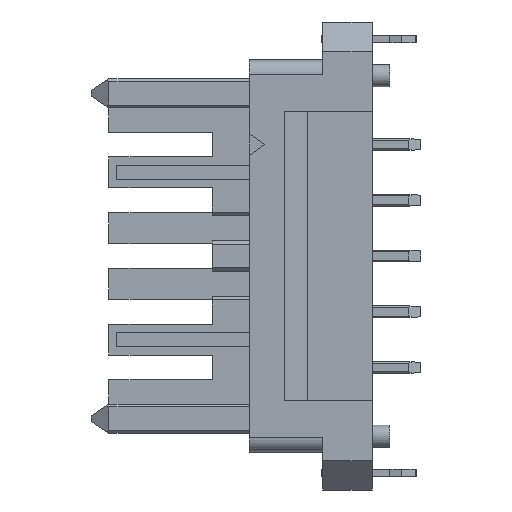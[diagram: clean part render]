
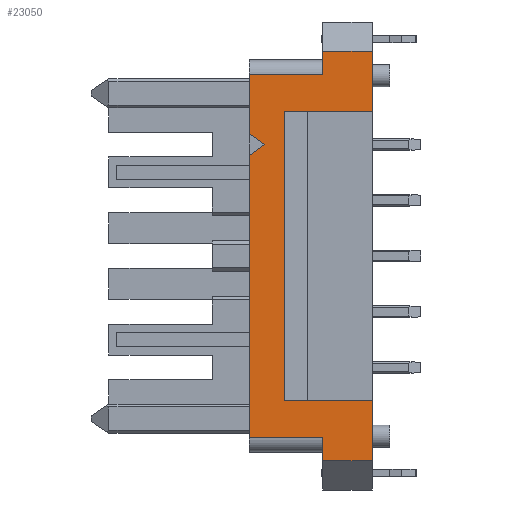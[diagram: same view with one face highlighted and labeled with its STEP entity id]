
A CAD part, left-side view. The second image highlights one B-rep face of the part: STEP entity #23050.
In plain terms, the highlighted planar face has unit normal (-1, 0, 0).
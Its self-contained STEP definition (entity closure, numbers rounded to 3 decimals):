
#960=CARTESIAN_POINT('',(-11.523,8.281,-25.822))
;
#970=VERTEX_POINT('',#960);
#2100=CARTESIAN_POINT('',(-11.523,8.281,-53.813));
#2110=VERTEX_POINT('',#2100);
#2140=CARTESIAN_POINT('',(-11.523,8.281,-66.198));
#2150=DIRECTION('',(0.,0.,-1.));
#2160=VECTOR('',#2150,1.);
#2170=LINE('',#2140,#2160);
#2180=CARTESIAN_POINT('',(-11.523,8.281,-49.717)
);
#2190=VERTEX_POINT('',#2180);
#2200=EDGE_CURVE('',#2190,#2110,#2170,.T.);
#2420=CARTESIAN_POINT('',(-11.523,8.281,-29.918));
#2430=VERTEX_POINT('',#2420);
#2460=CARTESIAN_POINT('',(-11.523,8.281,-66.198));
#2470=DIRECTION('',(0.,0.,-1.));
#2480=VECTOR('',#2470,1.);
#2490=LINE('',#2460,#2480);
#2500=EDGE_CURVE('',#970,#2430,#2490,.T.);
#15960=CARTESIAN_POINT('',(-11.523,16.681,-52.238));
#15970=VERTEX_POINT('',#15960);
#16000=CARTESIAN_POINT('',(-11.523,23.781,-52.238));
#16010=DIRECTION('',(0.,1.,0.));
#16020=VECTOR('',#16010,1.);
#16030=LINE('',#16000,#16020);
#16040=CARTESIAN_POINT('',(-11.523,11.681,-52.238));
#16050=VERTEX_POINT('',#16040);
#16060=EDGE_CURVE('',#16050,#15970,#16030,.T.);
#16700=CARTESIAN_POINT('',(-11.523,16.681,-27.398));
#16710=VERTEX_POINT('',#16700);
#16740=CARTESIAN_POINT('',(-11.523,16.681,-66.198));
#16750=DIRECTION('',(0.,0.,-1.));
#16760=VECTOR('',#16750,1.);
#16770=LINE('',#16740,#16760);
#16780=CARTESIAN_POINT('',(-11.523,16.681,-31.448));
#16790=VERTEX_POINT('',#16780);
#16800=EDGE_CURVE('',#16710,#16790,#16770,.T.);
#17020=CARTESIAN_POINT('',(-11.523,16.681,-32.948));
#17030=VERTEX_POINT('',#17020);
#17060=CARTESIAN_POINT('',(-11.523,16.681,-66.198));
#17070=DIRECTION('',(0.,0.,-1.));
#17080=VECTOR('',#17070,1.);
#17090=LINE('',#17060,#17080);
#17100=EDGE_CURVE('',#17030,#15970,#17090,.T.);
#21290=CARTESIAN_POINT('',(-11.523,11.681,-25.822));
#21300=VERTEX_POINT('',#21290);
#21400=CARTESIAN_POINT('',(-11.523,23.781,-25.822));
#21410=DIRECTION('',(0.,1.,0.));
#21420=VECTOR('',#21410,1.);
#21430=LINE('',#21400,#21420);
#21440=EDGE_CURVE('',#970,#21300,#21430,.T.);
#21670=CARTESIAN_POINT('',(-11.523,11.681,-53.813));
#21680=VERTEX_POINT('',#21670);
#21710=CARTESIAN_POINT('',(-11.523,23.781,-53.813));
#21720=DIRECTION('',(0.,1.,0.));
#21730=VECTOR('',#21720,1.);
#21740=LINE('',#21710,#21730);
#21750=EDGE_CURVE('',#2110,#21680,#21740,.T.);
#22350=CARTESIAN_POINT('',(-11.523,8.281,-52.238));
#22360=DIRECTION('',(1.,0.,0.));
#22370=DIRECTION('',(0.,0.,-1.));
#22380=AXIS2_PLACEMENT_3D('',#22350,#22360,#22370);
#22390=PLANE('',#22380);
#22400=CARTESIAN_POINT('',(-11.523,23.781,-29.918));
#22410=DIRECTION('',(0.,1.,0.));
#22420=VECTOR('',#22410,1.);
#22430=LINE('',#22400,#22420);
#22440=CARTESIAN_POINT('',(-11.523,14.281,-29.918));
#22450=VERTEX_POINT('',#22440);
#22460=EDGE_CURVE('',#2430,#22450,#22430,.T.);
#22470=ORIENTED_EDGE('',*,*,#22460,.F.);
#22480=CARTESIAN_POINT('',(-11.523,14.281,-66.198));
#22490=DIRECTION('',(0.,0.,-1.));
#22500=VECTOR('',#22490,1.);
#22510=LINE('',#22480,#22500);
#22520=CARTESIAN_POINT('',(-11.523,14.281,-49.717));
#22530=VERTEX_POINT('',#22520);
#22540=EDGE_CURVE('',#22450,#22530,#22510,.T.);
#22550=ORIENTED_EDGE('',*,*,#22540,.F.);
#22560=CARTESIAN_POINT('',(-11.523,23.781,-49.717));
#22570=DIRECTION('',(0.,1.,0.));
#22580=VECTOR('',#22570,1.);
#22590=LINE('',#22560,#22580);
#22600=EDGE_CURVE('',#2190,#22530,#22590,.T.);
#22610=ORIENTED_EDGE('',*,*,#22600,.T.);
#22620=ORIENTED_EDGE('',*,*,#2200,.F.);
#22630=ORIENTED_EDGE('',*,*,#21750,.F.);
#22640=CARTESIAN_POINT('',(-11.523,11.681,-66.198));
#22650=DIRECTION('',(0.,0.,1.));
#22660=VECTOR('',#22650,1.);
#22670=LINE('',#22640,#22660);
#22680=EDGE_CURVE('',#21680,#16050,#22670,.T.);
#22690=ORIENTED_EDGE('',*,*,#22680,.F.);
#22700=ORIENTED_EDGE('',*,*,#16060,.F.);
#22710=ORIENTED_EDGE('',*,*,#17100,.T.);
#22720=CARTESIAN_POINT('',(-11.523,23.781,-38.019));
#22730=DIRECTION('',(0.,0.814,
-0.581));
#22740=VECTOR('',#22730,1.);
#22750=LINE('',#22720,#22740);
#22760=CARTESIAN_POINT('',(-11.523,15.631,-32.198));
#22770=VERTEX_POINT('',#22760);
#22780=EDGE_CURVE('',#22770,#17030,#22750,.T.);
#22790=ORIENTED_EDGE('',*,*,#22780,.T.);
#22800=CARTESIAN_POINT('',(-11.523,23.781,-26.376));
#22810=DIRECTION('',(0.,-0.814,
-0.581));
#22820=VECTOR('',#22810,1.);
#22830=LINE('',#22800,#22820);
#22840=EDGE_CURVE('',#16790,#22770,#22830,.T.);
#22850=ORIENTED_EDGE('',*,*,#22840,.T.);
#22860=ORIENTED_EDGE('',*,*,#16800,.T.);
#22870=CARTESIAN_POINT('',(-11.523,23.781,-27.398));
#22880=DIRECTION('',(0.,1.,0.));
#22890=VECTOR('',#22880,1.);
#22900=LINE('',#22870,#22890);
#22910=CARTESIAN_POINT('',(-11.523,11.681,-27.398));
#22920=VERTEX_POINT('',#22910);
#22930=EDGE_CURVE('',#22920,#16710,#22900,.T.);
#22940=ORIENTED_EDGE('',*,*,#22930,.T.);
#22950=CARTESIAN_POINT('',(-11.523,11.681,-66.198));
#22960=DIRECTION('',(0.,0.,1.));
#22970=VECTOR('',#22960,1.);
#22980=LINE('',#22950,#22970);
#22990=EDGE_CURVE('',#22920,#21300,#22980,.T.);
#23000=ORIENTED_EDGE('',*,*,#22990,.F.);
#23010=ORIENTED_EDGE('',*,*,#21440,.T.);
#23020=ORIENTED_EDGE('',*,*,#2500,.F.);
#23030=EDGE_LOOP('',(#23020,#23010,#23000,#22940,#22860,#22850,#22790,
#22710,#22700,#22690,#22630,#22620,#22610,#22550,#22470));
#23040=FACE_OUTER_BOUND('',#23030,.T.);
#23050=ADVANCED_FACE('',(#23040),#22390,.F.);
